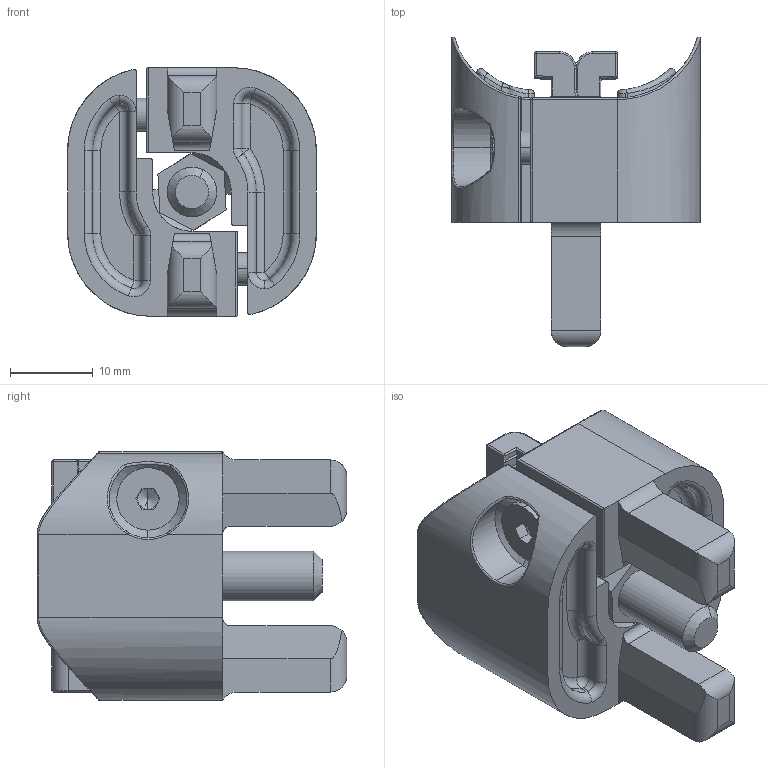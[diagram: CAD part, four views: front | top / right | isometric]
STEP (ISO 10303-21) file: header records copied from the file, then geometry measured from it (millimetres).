
FILE_DESCRIPTION (( 'STEP AP203' ), '1' );
FILE_NAME ('800.029.134.STEP', '2015-02-11T07:36:50', ( '' ), ( '' ), 'SwSTEP 2.0', 'SolidWorks 2012', '' );
FILE_SCHEMA (( 'CONFIG_CONTROL_DESIGN' ));
Length unit declared in the file: millimetre
Products named in the file (5): 800.029.134; 800.029.134C; socket countersunk head screw_iso_ISO 10642 - M4 x 10 --- 10N; 800.029.134P; 800.029.134L
Assembly tree (7 placements, depth 2):
  800.029.134
    800.029.134L  x2
    800.029.134P
    socket countersunk head screw_iso_ISO 10642 - M4 x 10 --- 10N  x2
    800.029.134C  x2
Bounding box: 30 x 37.37 x 30 mm (x, y, z)
Volume: 12860 mm3; surface area: 8951.3 mm2
Topology: 7 solids, 7 shells, 553 faces, 1322 edges, 732 vertices
Faces by surface type: cylinder 202, plane 161, torus 66, bspline 56, sphere 42, cone 26
Entity records: 10320 total; most frequent: CARTESIAN_POINT 3364, DIRECTION 1356, ORIENTED_EDGE 1330, EDGE_CURVE 665, AXIS2_PLACEMENT_3D 523, VERTEX_POINT 386, LINE 310, VECTOR 310
